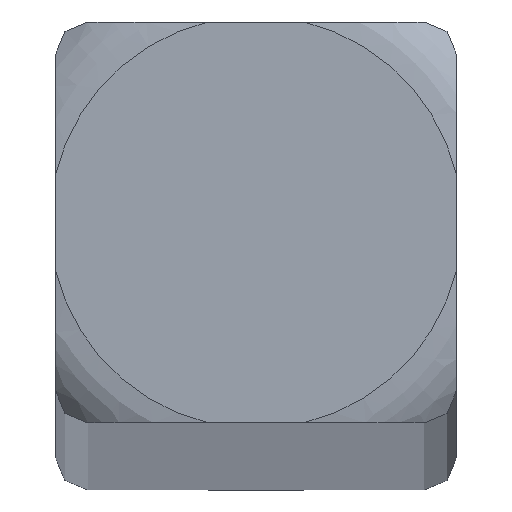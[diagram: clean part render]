
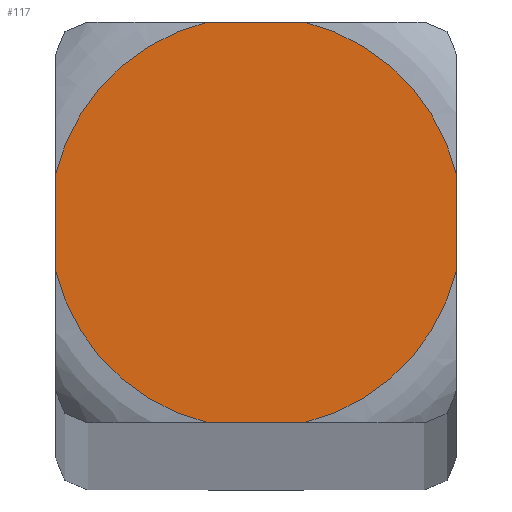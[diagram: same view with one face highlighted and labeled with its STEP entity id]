
A CAD part, top view. The second image highlights one B-rep face of the part: STEP entity #117.
In plain terms, the highlighted planar face has unit normal (0, 0, 1).
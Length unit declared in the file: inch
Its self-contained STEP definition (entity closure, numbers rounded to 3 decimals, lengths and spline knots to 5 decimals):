
#81 = CARTESIAN_POINT ( 'NONE',  ( -0.0625, -0.01488, 6. ) ) ;
#82 = CARTESIAN_POINT ( 'NONE',  ( -0.0625, 0.01488, 6. ) ) ;
#83 = DIRECTION ( 'NONE',  ( 0., -1., 0. ) ) ;
#84 = VECTOR ( 'NONE', #83, 39.37008 ) ;
#85 = CARTESIAN_POINT ( 'NONE',  ( -0.0625, -0.0625, 6. ) ) ;
#86 = LINE ( 'NONE', #85, #84 ) ;
#117 = ADVANCED_FACE ( 'NONE', ( #145 ), #142, .F. ) ;
#131 = DIRECTION ( 'NONE',  ( -1., 0., 0. ) ) ;
#132 = DIRECTION ( 'NONE',  ( 0., 0., -1. ) ) ;
#141 = CARTESIAN_POINT ( 'NONE',  ( -0.0625, 0.0625, 6. ) ) ;
#142 = PLANE ( 'NONE',  #144 ) ;
#144 = AXIS2_PLACEMENT_3D ( 'NONE', #141, #132, #131 ) ;
#145 = FACE_OUTER_BOUND ( 'NONE', #307, .T. ) ;
#272 = EDGE_CURVE ( 'NONE', #274, #276, #86, .T. ) ;
#274 = VERTEX_POINT ( 'NONE', #82 ) ;
#276 = VERTEX_POINT ( 'NONE', #81 ) ;
#307 = EDGE_LOOP ( 'NONE', ( #308, #309, #354, #355, #357, #358, #399, #400 ) ) ;
#308 = ORIENTED_EDGE ( 'NONE', *, *, #272, .T. ) ;
#309 = ORIENTED_EDGE ( 'NONE', *, *, #353, .T. ) ;
#314 = EDGE_CURVE ( 'NONE', #315, #316, #655, .T. ) ;
#315 = VERTEX_POINT ( 'NONE', #651 ) ;
#316 = VERTEX_POINT ( 'NONE', #672 ) ;
#352 = VERTEX_POINT ( 'NONE', #753 ) ;
#353 = EDGE_CURVE ( 'NONE', #276, #368, #752, .T. ) ;
#354 = ORIENTED_EDGE ( 'NONE', *, *, #367, .T. ) ;
#355 = ORIENTED_EDGE ( 'NONE', *, *, #356, .T. ) ;
#356 = EDGE_CURVE ( 'NONE', #369, #352, #747, .T. ) ;
#357 = ORIENTED_EDGE ( 'NONE', *, *, #409, .T. ) ;
#358 = ORIENTED_EDGE ( 'NONE', *, *, #398, .T. ) ;
#360 = VERTEX_POINT ( 'NONE', #742 ) ;
#367 = EDGE_CURVE ( 'NONE', #368, #369, #595, .T. ) ;
#368 = VERTEX_POINT ( 'NONE', #591 ) ;
#369 = VERTEX_POINT ( 'NONE', #590 ) ;
#398 = EDGE_CURVE ( 'NONE', #360, #315, #421, .T. ) ;
#399 = ORIENTED_EDGE ( 'NONE', *, *, #314, .T. ) ;
#400 = ORIENTED_EDGE ( 'NONE', *, *, #401, .T. ) ;
#401 = EDGE_CURVE ( 'NONE', #316, #274, #441, .T. ) ;
#409 = EDGE_CURVE ( 'NONE', #352, #360, #469, .T. ) ;
#417 = DIRECTION ( 'NONE',  ( 1., 0., 0. ) ) ;
#418 = DIRECTION ( 'NONE',  ( 0., 0., 1. ) ) ;
#419 = CARTESIAN_POINT ( 'NONE',  ( 0., 0., 6. ) ) ;
#420 = AXIS2_PLACEMENT_3D ( 'NONE', #419, #418, #417 ) ;
#421 = CIRCLE ( 'NONE', #420, 0.06425 ) ;
#437 = DIRECTION ( 'NONE',  ( 1., 0., 0. ) ) ;
#438 = DIRECTION ( 'NONE',  ( 0., 0., 1. ) ) ;
#439 = CARTESIAN_POINT ( 'NONE',  ( 0., 0., 6. ) ) ;
#440 = AXIS2_PLACEMENT_3D ( 'NONE', #439, #438, #437 ) ;
#441 = CIRCLE ( 'NONE', #440, 0.06425 ) ;
#464 = DIRECTION ( 'NONE',  ( 0., 1., 0. ) ) ;
#465 = VECTOR ( 'NONE', #464, 39.37008 ) ;
#466 = CARTESIAN_POINT ( 'NONE',  ( 0.0625, -0.0625, 6. ) ) ;
#469 = LINE ( 'NONE', #466, #465 ) ;
#590 = CARTESIAN_POINT ( 'NONE',  ( 0.01488, -0.0625, 6. ) ) ;
#591 = CARTESIAN_POINT ( 'NONE',  ( -0.01488, -0.0625, 6. ) ) ;
#592 = DIRECTION ( 'NONE',  ( 1., 0., 0. ) ) ;
#593 = VECTOR ( 'NONE', #592, 39.37008 ) ;
#594 = CARTESIAN_POINT ( 'NONE',  ( -0.0625, -0.0625, 6. ) ) ;
#595 = LINE ( 'NONE', #594, #593 ) ;
#651 = CARTESIAN_POINT ( 'NONE',  ( 0.01488, 0.0625, 6. ) ) ;
#652 = DIRECTION ( 'NONE',  ( -1., 0., 0. ) ) ;
#653 = VECTOR ( 'NONE', #652, 39.37008 ) ;
#654 = CARTESIAN_POINT ( 'NONE',  ( -0.0625, 0.0625, 6. ) ) ;
#655 = LINE ( 'NONE', #654, #653 ) ;
#672 = CARTESIAN_POINT ( 'NONE',  ( -0.01488, 0.0625, 6. ) ) ;
#742 = CARTESIAN_POINT ( 'NONE',  ( 0.0625, 0.01488, 6. ) ) ;
#743 = DIRECTION ( 'NONE',  ( 1., 0., 0. ) ) ;
#744 = DIRECTION ( 'NONE',  ( 0., 0., 1. ) ) ;
#745 = CARTESIAN_POINT ( 'NONE',  ( 0., 0., 6. ) ) ;
#746 = AXIS2_PLACEMENT_3D ( 'NONE', #745, #744, #743 ) ;
#747 = CIRCLE ( 'NONE', #746, 0.06425 ) ;
#748 = DIRECTION ( 'NONE',  ( 1., 0., 0. ) ) ;
#749 = DIRECTION ( 'NONE',  ( 0., 0., 1. ) ) ;
#750 = CARTESIAN_POINT ( 'NONE',  ( 0., 0., 6. ) ) ;
#751 = AXIS2_PLACEMENT_3D ( 'NONE', #750, #749, #748 ) ;
#752 = CIRCLE ( 'NONE', #751, 0.06425 ) ;
#753 = CARTESIAN_POINT ( 'NONE',  ( 0.0625, -0.01488, 6. ) ) ;
